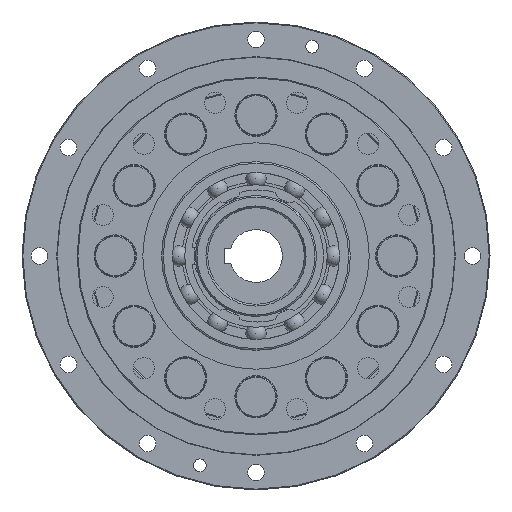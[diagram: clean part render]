
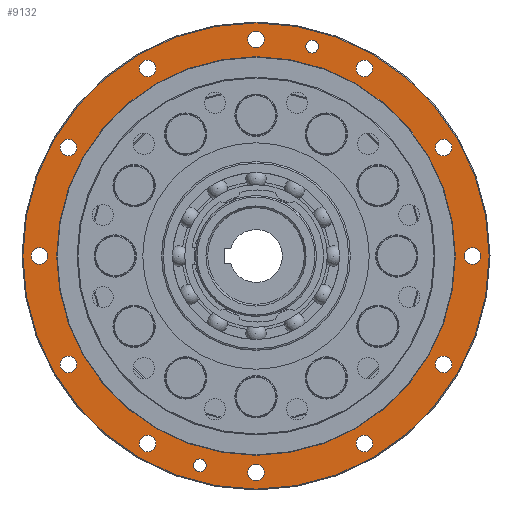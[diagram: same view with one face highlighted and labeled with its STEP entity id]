
A CAD part, left-side view. The second image highlights one B-rep face of the part: STEP entity #9132.
In plain terms, the highlighted planar face has unit normal (-1, 0, 0).
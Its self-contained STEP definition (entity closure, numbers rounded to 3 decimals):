
#1008=FACE_BOUND('',#2120,.T.);
#1009=FACE_BOUND('',#2121,.T.);
#1010=FACE_BOUND('',#2122,.T.);
#1011=FACE_BOUND('',#2123,.T.);
#1012=FACE_BOUND('',#2124,.T.);
#1013=FACE_BOUND('',#2125,.T.);
#1014=FACE_BOUND('',#2126,.T.);
#1015=FACE_BOUND('',#2127,.T.);
#1016=FACE_BOUND('',#2128,.T.);
#1017=FACE_BOUND('',#2129,.T.);
#1018=FACE_BOUND('',#2130,.T.);
#1019=FACE_BOUND('',#2131,.T.);
#1020=FACE_BOUND('',#2132,.T.);
#1021=FACE_BOUND('',#2133,.T.);
#1022=FACE_BOUND('',#2134,.T.);
#1513=FACE_OUTER_BOUND('',#2119,.T.);
#2119=EDGE_LOOP('',(#6066));
#2120=EDGE_LOOP('',(#6067));
#2121=EDGE_LOOP('',(#6068));
#2122=EDGE_LOOP('',(#6069));
#2123=EDGE_LOOP('',(#6070));
#2124=EDGE_LOOP('',(#6071));
#2125=EDGE_LOOP('',(#6072));
#2126=EDGE_LOOP('',(#6073));
#2127=EDGE_LOOP('',(#6074));
#2128=EDGE_LOOP('',(#6075));
#2129=EDGE_LOOP('',(#6076));
#2130=EDGE_LOOP('',(#6077));
#2131=EDGE_LOOP('',(#6078));
#2132=EDGE_LOOP('',(#6079));
#2133=EDGE_LOOP('',(#6080));
#2134=EDGE_LOOP('',(#6081));
#3137=CIRCLE('',#9778,132.);
#3144=CIRCLE('',#9788,154.423);
#3146=CIRCLE('',#9792,5.5);
#3147=CIRCLE('',#9793,5.5);
#3148=CIRCLE('',#9794,5.5);
#3149=CIRCLE('',#9795,5.5);
#3150=CIRCLE('',#9796,5.5);
#3151=CIRCLE('',#9797,5.5);
#3152=CIRCLE('',#9798,5.5);
#3153=CIRCLE('',#9799,5.5);
#3154=CIRCLE('',#9800,5.5);
#3155=CIRCLE('',#9801,5.5);
#3156=CIRCLE('',#9802,5.5);
#3157=CIRCLE('',#9803,5.5);
#3158=CIRCLE('',#9804,4.188);
#3159=CIRCLE('',#9805,4.188);
#3938=VERTEX_POINT('',#14133);
#3945=VERTEX_POINT('',#14150);
#3947=VERTEX_POINT('',#14156);
#3948=VERTEX_POINT('',#14158);
#3949=VERTEX_POINT('',#14160);
#3950=VERTEX_POINT('',#14162);
#3951=VERTEX_POINT('',#14164);
#3952=VERTEX_POINT('',#14166);
#3953=VERTEX_POINT('',#14168);
#3954=VERTEX_POINT('',#14170);
#3955=VERTEX_POINT('',#14172);
#3956=VERTEX_POINT('',#14174);
#3957=VERTEX_POINT('',#14176);
#3958=VERTEX_POINT('',#14178);
#3959=VERTEX_POINT('',#14180);
#3960=VERTEX_POINT('',#14182);
#4846=EDGE_CURVE('',#3938,#3938,#3137,.T.);
#4853=EDGE_CURVE('',#3945,#3945,#3144,.T.);
#4855=EDGE_CURVE('',#3947,#3947,#3146,.T.);
#4856=EDGE_CURVE('',#3948,#3948,#3147,.T.);
#4857=EDGE_CURVE('',#3949,#3949,#3148,.T.);
#4858=EDGE_CURVE('',#3950,#3950,#3149,.T.);
#4859=EDGE_CURVE('',#3951,#3951,#3150,.T.);
#4860=EDGE_CURVE('',#3952,#3952,#3151,.T.);
#4861=EDGE_CURVE('',#3953,#3953,#3152,.T.);
#4862=EDGE_CURVE('',#3954,#3954,#3153,.T.);
#4863=EDGE_CURVE('',#3955,#3955,#3154,.T.);
#4864=EDGE_CURVE('',#3956,#3956,#3155,.T.);
#4865=EDGE_CURVE('',#3957,#3957,#3156,.T.);
#4866=EDGE_CURVE('',#3958,#3958,#3157,.T.);
#4867=EDGE_CURVE('',#3959,#3959,#3158,.T.);
#4868=EDGE_CURVE('',#3960,#3960,#3159,.T.);
#6066=ORIENTED_EDGE('',*,*,#4853,.F.);
#6067=ORIENTED_EDGE('',*,*,#4846,.T.);
#6068=ORIENTED_EDGE('',*,*,#4855,.T.);
#6069=ORIENTED_EDGE('',*,*,#4856,.T.);
#6070=ORIENTED_EDGE('',*,*,#4857,.T.);
#6071=ORIENTED_EDGE('',*,*,#4858,.T.);
#6072=ORIENTED_EDGE('',*,*,#4859,.T.);
#6073=ORIENTED_EDGE('',*,*,#4860,.T.);
#6074=ORIENTED_EDGE('',*,*,#4861,.T.);
#6075=ORIENTED_EDGE('',*,*,#4862,.T.);
#6076=ORIENTED_EDGE('',*,*,#4863,.T.);
#6077=ORIENTED_EDGE('',*,*,#4864,.T.);
#6078=ORIENTED_EDGE('',*,*,#4865,.T.);
#6079=ORIENTED_EDGE('',*,*,#4866,.T.);
#6080=ORIENTED_EDGE('',*,*,#4867,.T.);
#6081=ORIENTED_EDGE('',*,*,#4868,.T.);
#8325=PLANE('',#9791);
#9132=ADVANCED_FACE('',(#1513,#1008,#1009,#1010,#1011,#1012,#1013,#1014,
#1015,#1016,#1017,#1018,#1019,#1020,#1021,#1022),#8325,.F.);
#9778=AXIS2_PLACEMENT_3D('',#14134,#11246,#11247);
#9788=AXIS2_PLACEMENT_3D('',#14151,#11266,#11267);
#9791=AXIS2_PLACEMENT_3D('',#14155,#11272,#11273);
#9792=AXIS2_PLACEMENT_3D('',#14157,#11274,#11275);
#9793=AXIS2_PLACEMENT_3D('',#14159,#11276,#11277);
#9794=AXIS2_PLACEMENT_3D('',#14161,#11278,#11279);
#9795=AXIS2_PLACEMENT_3D('',#14163,#11280,#11281);
#9796=AXIS2_PLACEMENT_3D('',#14165,#11282,#11283);
#9797=AXIS2_PLACEMENT_3D('',#14167,#11284,#11285);
#9798=AXIS2_PLACEMENT_3D('',#14169,#11286,#11287);
#9799=AXIS2_PLACEMENT_3D('',#14171,#11288,#11289);
#9800=AXIS2_PLACEMENT_3D('',#14173,#11290,#11291);
#9801=AXIS2_PLACEMENT_3D('',#14175,#11292,#11293);
#9802=AXIS2_PLACEMENT_3D('',#14177,#11294,#11295);
#9803=AXIS2_PLACEMENT_3D('',#14179,#11296,#11297);
#9804=AXIS2_PLACEMENT_3D('',#14181,#11298,#11299);
#9805=AXIS2_PLACEMENT_3D('',#14183,#11300,#11301);
#11246=DIRECTION('center_axis',(1.,0.,
0.));
#11247=DIRECTION('ref_axis',(0.,0.5,0.866));
#11266=DIRECTION('center_axis',(1.,0.,
0.));
#11267=DIRECTION('ref_axis',(0.,0.866,-0.5));
#11272=DIRECTION('center_axis',(1.,0.,
0.));
#11273=DIRECTION('ref_axis',(0.,0.5,0.866));
#11274=DIRECTION('center_axis',(1.,0.,
0.));
#11275=DIRECTION('ref_axis',(0.,-0.5,-0.866));
#11276=DIRECTION('center_axis',(1.,0.,
0.));
#11277=DIRECTION('ref_axis',(0.,0.,
-1.));
#11278=DIRECTION('center_axis',(1.,0.,
0.));
#11279=DIRECTION('ref_axis',(0.,0.5,-0.866));
#11280=DIRECTION('center_axis',(1.,0.,
0.));
#11281=DIRECTION('ref_axis',(0.,0.866,-0.5));
#11282=DIRECTION('center_axis',(1.,0.,
0.));
#11283=DIRECTION('ref_axis',(0.,1.,0.));
#11284=DIRECTION('center_axis',(1.,0.,
0.));
#11285=DIRECTION('ref_axis',(0.,0.866,0.5));
#11286=DIRECTION('center_axis',(1.,0.,
0.));
#11287=DIRECTION('ref_axis',(0.,0.5,0.866));
#11288=DIRECTION('center_axis',(1.,0.,
0.));
#11289=DIRECTION('ref_axis',(0.,0.,
1.));
#11290=DIRECTION('center_axis',(1.,0.,
0.));
#11291=DIRECTION('ref_axis',(0.,-0.5,0.866));
#11292=DIRECTION('center_axis',(1.,0.,
0.));
#11293=DIRECTION('ref_axis',(0.,-0.866,0.5));
#11294=DIRECTION('center_axis',(1.,0.,
0.));
#11295=DIRECTION('ref_axis',(0.,-1.,0.));
#11296=DIRECTION('center_axis',(1.,0.,
0.));
#11297=DIRECTION('ref_axis',(0.,-0.866,-0.5));
#11298=DIRECTION('center_axis',(1.,0.,
0.));
#11299=DIRECTION('ref_axis',(0.,-0.5,-0.866));
#11300=DIRECTION('center_axis',(1.,0.,
0.));
#11301=DIRECTION('ref_axis',(0.,0.5,0.866));
#14133=CARTESIAN_POINT('',(-0.003,-67.253,-114.313));
#14134=CARTESIAN_POINT('Origin',(0.001,-1.253,
0.003));
#14150=CARTESIAN_POINT('',(-0.006,-134.987,77.214));
#14151=CARTESIAN_POINT('Origin',(0.001,-1.253,
0.003));
#14155=CARTESIAN_POINT('Origin',(0.001,-1.253,
0.003));
#14156=CARTESIAN_POINT('',(-0.006,-128.278,66.989));
#14157=CARTESIAN_POINT('Origin',(-0.006,-125.528,
71.753));
#14158=CARTESIAN_POINT('',(-0.007,-144.753,-5.497));
#14159=CARTESIAN_POINT('Origin',(-0.007,-144.753,
0.003));
#14160=CARTESIAN_POINT('',(-0.006,-122.778,-76.511));
#14161=CARTESIAN_POINT('Origin',(-0.006,-125.528,
-71.747));
#14162=CARTESIAN_POINT('',(-0.003,-68.24,-127.022));
#14163=CARTESIAN_POINT('Origin',(-0.003,-73.003,
-124.272));
#14164=CARTESIAN_POINT('',(0.001,4.247,-143.497));
#14165=CARTESIAN_POINT('Origin',(0.001,-1.253,
-143.497));
#14166=CARTESIAN_POINT('',(0.005,75.26,-121.522));
#14167=CARTESIAN_POINT('Origin',(0.004,70.497,-124.272));
#14168=CARTESIAN_POINT('',(0.007,125.772,-66.984));
#14169=CARTESIAN_POINT('Origin',(0.007,123.022,-71.747));
#14170=CARTESIAN_POINT('',(0.008,142.247,5.503));
#14171=CARTESIAN_POINT('Origin',(0.008,142.247,0.003));
#14172=CARTESIAN_POINT('',(0.007,120.272,76.516));
#14173=CARTESIAN_POINT('Origin',(0.007,123.022,71.753));
#14174=CARTESIAN_POINT('',(0.004,65.734,127.027));
#14175=CARTESIAN_POINT('Origin',(0.004,70.497,124.277));
#14176=CARTESIAN_POINT('',(0.,-6.753,143.503));
#14177=CARTESIAN_POINT('Origin',(0.001,-1.253,
143.503));
#14178=CARTESIAN_POINT('',(-0.003,-77.766,121.527));
#14179=CARTESIAN_POINT('Origin',(-0.003,-73.003,
124.277));
#14180=CARTESIAN_POINT('',(-0.001,-40.488,134.986));
#14181=CARTESIAN_POINT('Origin',(-0.001,-38.394,
138.613));
#14182=CARTESIAN_POINT('',(0.003,37.982,-134.981));
#14183=CARTESIAN_POINT('Origin',(0.003,35.888,-138.608));
